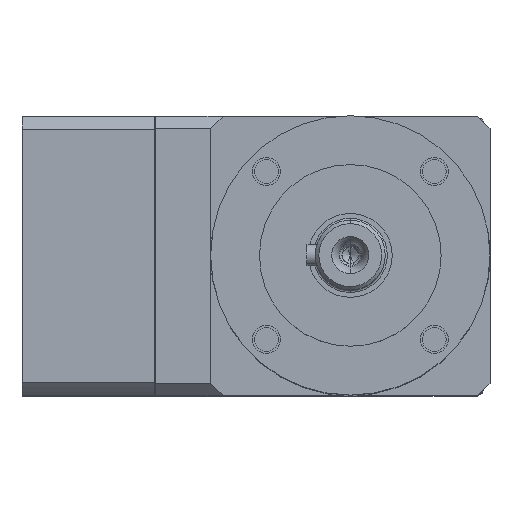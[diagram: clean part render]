
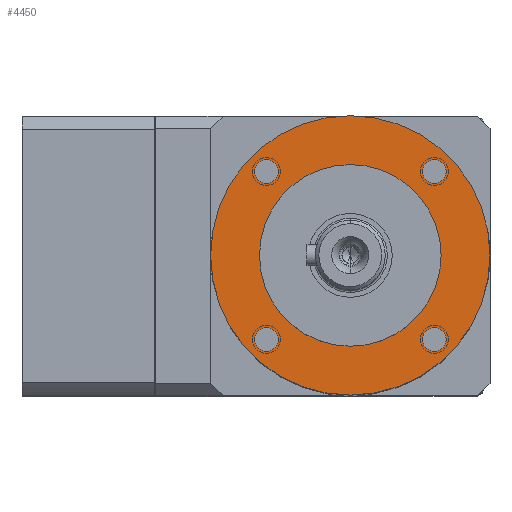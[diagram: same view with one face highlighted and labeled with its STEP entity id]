
A CAD part, top view. The second image highlights one B-rep face of the part: STEP entity #4450.
In plain terms, the highlighted planar face has unit normal (0, 0, 1).
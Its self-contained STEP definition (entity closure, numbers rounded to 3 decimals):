
#179=CARTESIAN_POINT('',(47.,0.,77.));
#180=DIRECTION('',(0.,0.,1.));
#181=DIRECTION('',(0.,-1.,0.));
#182=AXIS2_PLACEMENT_3D('',#179,#180,#181);
#189=CARTESIAN_POINT('',(59.021,12.021,77.));
#190=DIRECTION('',(0.,0.,-1.));
#191=DIRECTION('',(0.,1.,0.));
#192=AXIS2_PLACEMENT_3D('',#189,#190,#191);
#194=CARTESIAN_POINT('',(59.021,12.021,77.));
#195=DIRECTION('',(0.,0.,-1.));
#196=DIRECTION('',(0.,-1.,0.));
#197=AXIS2_PLACEMENT_3D('',#194,#195,#196);
#199=CARTESIAN_POINT('',(59.021,-12.021,77.));
#200=DIRECTION('',(0.,0.,-1.));
#201=DIRECTION('',(1.,0.,0.));
#202=AXIS2_PLACEMENT_3D('',#199,#200,#201);
#204=CARTESIAN_POINT('',(59.021,-12.021,77.));
#205=DIRECTION('',(0.,0.,-1.));
#206=DIRECTION('',(-1.,0.,0.));
#207=AXIS2_PLACEMENT_3D('',#204,#205,#206);
#209=CARTESIAN_POINT('',(34.979,-12.021,77.));
#210=DIRECTION('',(0.,0.,-1.));
#211=DIRECTION('',(0.,-1.,0.));
#212=AXIS2_PLACEMENT_3D('',#209,#210,#211);
#214=CARTESIAN_POINT('',(34.979,-12.021,77.));
#215=DIRECTION('',(0.,0.,-1.));
#216=DIRECTION('',(0.,1.,0.));
#217=AXIS2_PLACEMENT_3D('',#214,#215,#216);
#219=CARTESIAN_POINT('',(34.979,12.021,77.));
#220=DIRECTION('',(0.,0.,-1.));
#221=DIRECTION('',(-1.,0.,0.));
#222=AXIS2_PLACEMENT_3D('',#219,#220,#221);
#224=CARTESIAN_POINT('',(34.979,12.021,77.));
#225=DIRECTION('',(0.,0.,-1.));
#226=DIRECTION('',(1.,0.,0.));
#227=AXIS2_PLACEMENT_3D('',#224,#225,#226);
#229=CARTESIAN_POINT('',(47.,0.,77.));
#230=DIRECTION('',(0.,0.,1.));
#231=DIRECTION('',(-1.,0.,0.));
#232=AXIS2_PLACEMENT_3D('',#229,#230,#231);
#242=CARTESIAN_POINT('',(47.,0.,77.));
#243=DIRECTION('',(0.,0.,-1.));
#244=DIRECTION('',(-1.,0.,0.));
#245=AXIS2_PLACEMENT_3D('',#242,#243,#244);
#3030=CARTESIAN_POINT('',(47.,0.,77.));
#3031=DIRECTION('',(0.,0.,1.));
#3032=DIRECTION('',(0.,1.,0.));
#3033=AXIS2_PLACEMENT_3D('',#3030,#3031,#3032);
#3331=CARTESIAN_POINT('',(27.,0.,77.));
#3333=VERTEX_POINT('',#3331);
#3335=CARTESIAN_POINT('',(67.,0.,77.));
#3337=VERTEX_POINT('',#3335);
#3339=CARTESIAN_POINT('',(47.,-13.,77.));
#3340=CARTESIAN_POINT('',(47.,13.,77.));
#3341=VERTEX_POINT('',#3339);
#3342=VERTEX_POINT('',#3340);
#3347=CARTESIAN_POINT('',(59.021,13.721,77.));
#3348=CARTESIAN_POINT('',(59.021,10.321,77.));
#3349=VERTEX_POINT('',#3347);
#3350=VERTEX_POINT('',#3348);
#3355=CARTESIAN_POINT('',(60.721,-12.021,77.));
#3356=VERTEX_POINT('',#3355);
#3357=CARTESIAN_POINT('',(57.321,-12.021,77.));
#3358=VERTEX_POINT('',#3357);
#3363=CARTESIAN_POINT('',(34.979,-13.721,77.));
#3364=VERTEX_POINT('',#3363);
#3365=CARTESIAN_POINT('',(34.979,-10.321,77.));
#3366=VERTEX_POINT('',#3365);
#3371=CARTESIAN_POINT('',(33.279,12.021,77.));
#3372=VERTEX_POINT('',#3371);
#3373=CARTESIAN_POINT('',(36.679,12.021,77.));
#3374=VERTEX_POINT('',#3373);
#4410=CARTESIAN_POINT('',(47.,0.,77.));
#4411=DIRECTION('',(0.,0.,1.));
#4412=DIRECTION('',(1.,0.,0.));
#4413=AXIS2_PLACEMENT_3D('',#4410,#4411,#4412);
#4414=PLANE('',#4413);
#4416=ORIENTED_EDGE('',*,*,#4415,.F.);
#4418=ORIENTED_EDGE('',*,*,#4417,.T.);
#4419=EDGE_LOOP('',(#4416,#4418));
#4420=FACE_OUTER_BOUND('',#4419,.F.);
#4421=ORIENTED_EDGE('',*,*,#4400,.T.);
#4423=ORIENTED_EDGE('',*,*,#4422,.T.);
#4424=EDGE_LOOP('',(#4421,#4423));
#4425=FACE_BOUND('',#4424,.F.);
#4427=ORIENTED_EDGE('',*,*,#4426,.F.);
#4429=ORIENTED_EDGE('',*,*,#4428,.F.);
#4430=EDGE_LOOP('',(#4427,#4429));
#4431=FACE_BOUND('',#4430,.F.);
#4433=ORIENTED_EDGE('',*,*,#4432,.F.);
#4435=ORIENTED_EDGE('',*,*,#4434,.F.);
#4436=EDGE_LOOP('',(#4433,#4435));
#4437=FACE_BOUND('',#4436,.F.);
#4439=ORIENTED_EDGE('',*,*,#4438,.F.);
#4441=ORIENTED_EDGE('',*,*,#4440,.F.);
#4442=EDGE_LOOP('',(#4439,#4441));
#4443=FACE_BOUND('',#4442,.F.);
#4445=ORIENTED_EDGE('',*,*,#4444,.F.);
#4447=ORIENTED_EDGE('',*,*,#4446,.F.);
#4448=EDGE_LOOP('',(#4445,#4447));
#4449=FACE_BOUND('',#4448,.F.);
#183=CIRCLE('',#182,13.);
#193=CIRCLE('',#192,1.7);
#198=CIRCLE('',#197,1.7);
#203=CIRCLE('',#202,1.7);
#208=CIRCLE('',#207,1.7);
#213=CIRCLE('',#212,1.7);
#218=CIRCLE('',#217,1.7);
#223=CIRCLE('',#222,1.7);
#228=CIRCLE('',#227,1.7);
#233=CIRCLE('',#232,20.);
#246=CIRCLE('',#245,20.);
#3034=CIRCLE('',#3033,13.);
#4400=EDGE_CURVE('',#3341,#3342,#183,.T.);
#4415=EDGE_CURVE('',#3333,#3337,#233,.T.);
#4417=EDGE_CURVE('',#3333,#3337,#246,.T.);
#4422=EDGE_CURVE('',#3342,#3341,#3034,.T.);
#4426=EDGE_CURVE('',#3349,#3350,#193,.T.);
#4428=EDGE_CURVE('',#3350,#3349,#198,.T.);
#4432=EDGE_CURVE('',#3356,#3358,#203,.T.);
#4434=EDGE_CURVE('',#3358,#3356,#208,.T.);
#4438=EDGE_CURVE('',#3364,#3366,#213,.T.);
#4440=EDGE_CURVE('',#3366,#3364,#218,.T.);
#4444=EDGE_CURVE('',#3372,#3374,#223,.T.);
#4446=EDGE_CURVE('',#3374,#3372,#228,.T.);
#4450=ADVANCED_FACE('',(#4420,#4425,#4431,#4437,#4443,#4449),#4414,.T.);
